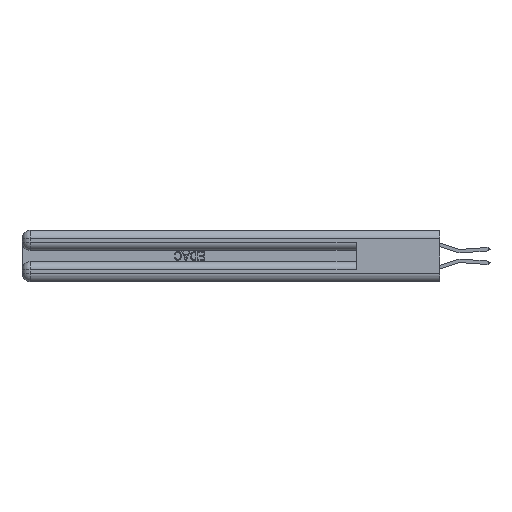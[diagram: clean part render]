
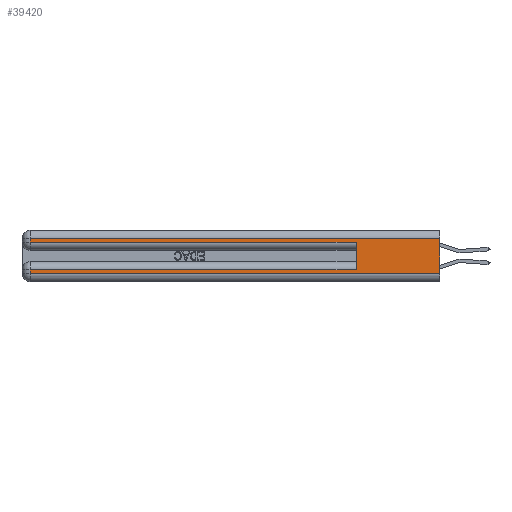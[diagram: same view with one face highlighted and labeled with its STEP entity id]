
A CAD part, left-side view. The second image highlights one B-rep face of the part: STEP entity #39420.
In plain terms, the highlighted planar face has unit normal (-1, 0, 0).
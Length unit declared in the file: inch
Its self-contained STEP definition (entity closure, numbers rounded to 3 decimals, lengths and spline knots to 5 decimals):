
#800 = ORIENTED_EDGE ( 'NONE', *, *, #28127, .T. ) ;
#1113 = VERTEX_POINT ( 'NONE', #16563 ) ;
#1349 = CARTESIAN_POINT ( 'NONE',  ( 0., 2.94, 0.085 ) ) ;
#1793 = CARTESIAN_POINT ( 'NONE',  ( 0., 0., 0.31 ) ) ;
#2292 = VECTOR ( 'NONE', #23133, 39.37008 ) ;
#3591 = ORIENTED_EDGE ( 'NONE', *, *, #3772, .F. ) ;
#3772 = EDGE_CURVE ( 'NONE', #14131, #45903, #40345, .T. ) ;
#5343 = EDGE_CURVE ( 'NONE', #34836, #44546, #26449, .T. ) ;
#5909 = FACE_OUTER_BOUND ( 'NONE', #12132, .T. ) ;
#6238 = VECTOR ( 'NONE', #32795, 39.37008 ) ;
#6738 = LINE ( 'NONE', #12401, #27039 ) ;
#9923 = VECTOR ( 'NONE', #19752, 39.37008 ) ;
#10025 = CARTESIAN_POINT ( 'NONE',  ( 0., 0., 0.31 ) ) ;
#10097 = VERTEX_POINT ( 'NONE', #25567 ) ;
#10823 = ORIENTED_EDGE ( 'NONE', *, *, #17733, .T. ) ;
#11146 = CARTESIAN_POINT ( 'NONE',  ( 0., 2.94, 0.37 ) ) ;
#11837 = AXIS2_PLACEMENT_3D ( 'NONE', #43555, #47383, #24625 ) ;
#11905 = CARTESIAN_POINT ( 'NONE',  ( 0., 0., 0.085 ) ) ;
#12132 = EDGE_LOOP ( 'NONE', ( #36884, #16140, #44451, #37703, #3591, #41504, #800, #10823 ) ) ;
#12401 = CARTESIAN_POINT ( 'NONE',  ( 0., 0., 0.37 ) ) ;
#14131 = VERTEX_POINT ( 'NONE', #14870 ) ;
#14870 = CARTESIAN_POINT ( 'NONE',  ( 0., 0.6, 0.085 ) ) ;
#15793 = DIRECTION ( 'NONE',  ( 0., 1., 0. ) ) ;
#16140 = ORIENTED_EDGE ( 'NONE', *, *, #5343, .T. ) ;
#16563 = CARTESIAN_POINT ( 'NONE',  ( 0., 0., 0.06 ) ) ;
#16975 = PLANE ( 'NONE',  #11837 ) ;
#17733 = EDGE_CURVE ( 'NONE', #23861, #1113, #28926, .T. ) ;
#19332 = CARTESIAN_POINT ( 'NONE',  ( 0., 2.94, 0.37 ) ) ;
#19752 = DIRECTION ( 'NONE',  ( 0., 0., 1. ) ) ;
#21493 = CARTESIAN_POINT ( 'NONE',  ( 0., 0.6, 0.285 ) ) ;
#22610 = LINE ( 'NONE', #19332, #2292 ) ;
#23133 = DIRECTION ( 'NONE',  ( 0., 0., -1. ) ) ;
#23861 = VERTEX_POINT ( 'NONE', #34083 ) ;
#24444 = EDGE_CURVE ( 'NONE', #10097, #45903, #46790, .T. ) ;
#24625 = DIRECTION ( 'NONE',  ( 0., 0., -1. ) ) ;
#25173 = VECTOR ( 'NONE', #30171, 39.37008 ) ;
#25266 = VECTOR ( 'NONE', #48164, 39.37008 ) ;
#25567 = CARTESIAN_POINT ( 'NONE',  ( 0., 2.94, 0.285 ) ) ;
#26449 = LINE ( 'NONE', #10025, #25266 ) ;
#27039 = VECTOR ( 'NONE', #39039, 39.37008 ) ;
#28127 = EDGE_CURVE ( 'NONE', #48839, #23861, #22610, .T. ) ;
#28926 = LINE ( 'NONE', #47892, #6238 ) ;
#30171 = DIRECTION ( 'NONE',  ( 0., 0., -1. ) ) ;
#31907 = EDGE_CURVE ( 'NONE', #34836, #1113, #6738, .T. ) ;
#32795 = DIRECTION ( 'NONE',  ( 0., -1., 0. ) ) ;
#33693 = CARTESIAN_POINT ( 'NONE',  ( 0., 0., 0.285 ) ) ;
#34083 = CARTESIAN_POINT ( 'NONE',  ( 0., 2.94, 0.06 ) ) ;
#34836 = VERTEX_POINT ( 'NONE', #1793 ) ;
#35149 = EDGE_CURVE ( 'NONE', #14131, #48839, #42882, .T. ) ;
#35161 = CARTESIAN_POINT ( 'NONE',  ( 0., 2.94, 0.31 ) ) ;
#36884 = ORIENTED_EDGE ( 'NONE', *, *, #31907, .F. ) ;
#37703 = ORIENTED_EDGE ( 'NONE', *, *, #24444, .T. ) ;
#39039 = DIRECTION ( 'NONE',  ( 0., 0., -1. ) ) ;
#39420 = ADVANCED_FACE ( 'NONE', ( #5909 ), #16975, .F. ) ;
#40345 = LINE ( 'NONE', #42457, #9923 ) ;
#41504 = ORIENTED_EDGE ( 'NONE', *, *, #35149, .T. ) ;
#41700 = VECTOR ( 'NONE', #15793, 39.37008 ) ;
#42457 = CARTESIAN_POINT ( 'NONE',  ( 0., 0.6, 0.145 ) ) ;
#42882 = LINE ( 'NONE', #11905, #41700 ) ;
#43555 = CARTESIAN_POINT ( 'NONE',  ( 0., 0., 0.37 ) ) ;
#44366 = EDGE_CURVE ( 'NONE', #44546, #10097, #45401, .T. ) ;
#44451 = ORIENTED_EDGE ( 'NONE', *, *, #44366, .T. ) ;
#44546 = VERTEX_POINT ( 'NONE', #35161 ) ;
#45401 = LINE ( 'NONE', #11146, #25173 ) ;
#45590 = VECTOR ( 'NONE', #48784, 39.37008 ) ;
#45903 = VERTEX_POINT ( 'NONE', #21493 ) ;
#46790 = LINE ( 'NONE', #33693, #45590 ) ;
#47383 = DIRECTION ( 'NONE',  ( 1., 0., 0. ) ) ;
#47892 = CARTESIAN_POINT ( 'NONE',  ( 0., 0., 0.06 ) ) ;
#48164 = DIRECTION ( 'NONE',  ( 0., 1., 0. ) ) ;
#48784 = DIRECTION ( 'NONE',  ( 0., -1., 0. ) ) ;
#48839 = VERTEX_POINT ( 'NONE', #1349 ) ;
